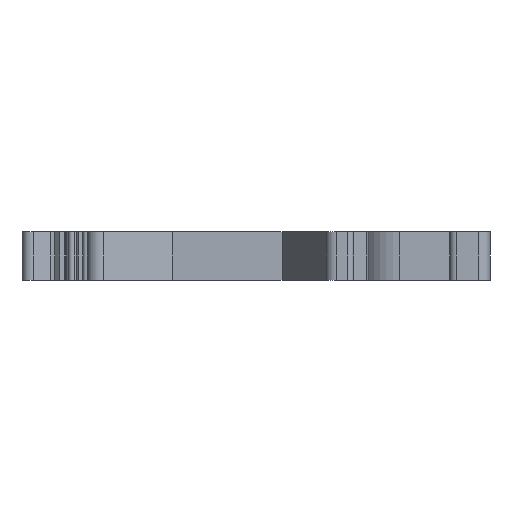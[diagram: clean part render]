
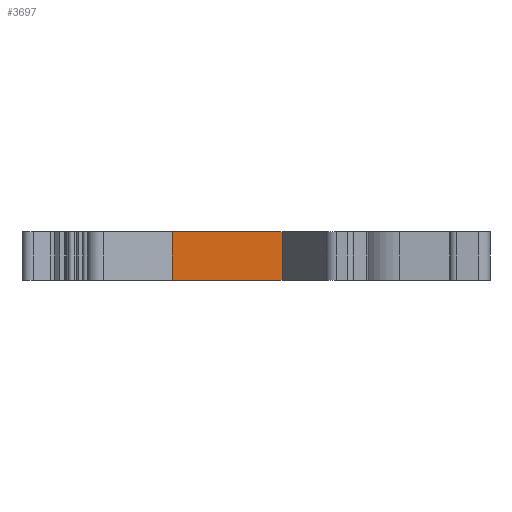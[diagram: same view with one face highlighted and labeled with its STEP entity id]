
A CAD part, left-side view. The second image highlights one B-rep face of the part: STEP entity #3697.
In plain terms, the highlighted planar face has unit normal (-1, 0, 0).
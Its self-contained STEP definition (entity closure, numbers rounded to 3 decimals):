
#1=DIRECTION('',(0.,-1.,0.));
#2=VECTOR('',#1,9.5);
#3=CARTESIAN_POINT('',(-14.1,21.5,-2.1));
#4=LINE('',#3,#2);
#847=DIRECTION('',(0.,0.,1.));
#848=VECTOR('',#847,4.2);
#849=CARTESIAN_POINT('',(-14.1,21.5,-2.1));
#850=LINE('',#849,#848);
#1567=DIRECTION('',(0.,0.,1.));
#1568=VECTOR('',#1567,4.2);
#1569=CARTESIAN_POINT('',(-14.1,12.,-2.1));
#1570=LINE('',#1569,#1568);
#1571=DIRECTION('',(0.,-1.,0.));
#1572=VECTOR('',#1571,9.5);
#1573=CARTESIAN_POINT('',(-14.1,21.5,2.1));
#1574=LINE('',#1573,#1572);
#2485=CARTESIAN_POINT('',(-14.1,21.5,-2.1));
#2486=CARTESIAN_POINT('',(-14.1,12.,-2.1));
#2487=VERTEX_POINT('',#2485);
#2488=VERTEX_POINT('',#2486);
#2881=CARTESIAN_POINT('',(-14.1,21.5,2.1));
#2882=CARTESIAN_POINT('',(-14.1,12.,2.1));
#2883=VERTEX_POINT('',#2881);
#2884=VERTEX_POINT('',#2882);
#3683=CARTESIAN_POINT('',(-14.1,21.5,-2.1));
#3684=DIRECTION('',(-1.,0.,0.));
#3685=DIRECTION('',(0.,-1.,0.));
#3686=AXIS2_PLACEMENT_3D('',#3683,#3684,#3685);
#3687=PLANE('',#3686);
#3688=ORIENTED_EDGE('',*,*,#3282,.F.);
#3690=ORIENTED_EDGE('',*,*,#3689,.T.);
#3692=ORIENTED_EDGE('',*,*,#3691,.T.);
#3694=ORIENTED_EDGE('',*,*,#3693,.F.);
#3695=EDGE_LOOP('',(#3688,#3690,#3692,#3694));
#3696=FACE_OUTER_BOUND('',#3695,.F.);
#3697=ADVANCED_FACE('',(#3696),#3687,.T.);
#3282=EDGE_CURVE('',#2487,#2488,#4,.T.);
#3689=EDGE_CURVE('',#2487,#2883,#850,.T.);
#3691=EDGE_CURVE('',#2883,#2884,#1574,.T.);
#3693=EDGE_CURVE('',#2488,#2884,#1570,.T.);
